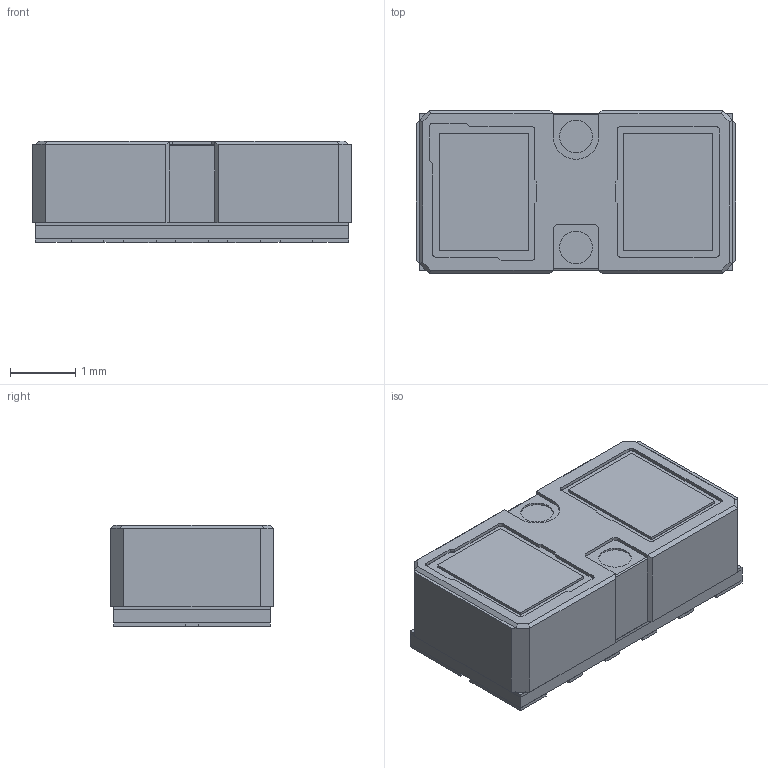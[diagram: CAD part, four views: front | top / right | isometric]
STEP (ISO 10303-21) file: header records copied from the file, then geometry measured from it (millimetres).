
FILE_DESCRIPTION(/* description */ (''),/* implementation_level */ '2;1');
FILE_NAME(/* name */ 'vl53l1x.step',/* time_stamp */ '2018-04-09T00:59:07+02:00',/* author */ ('frederik.dunschen'),/* organization */ (''),/* preprocessor_version */ 'ST-DEVELOPER v16.13',/* originating_system */ 'Autodesk Translation Framework v6.5.0.72',/* authorisation */ '');
FILE_SCHEMA (('AUTOMOTIVE_DESIGN { 1 0 10303 214 3 1 1 }'));
Length unit declared in the file: millimetre
Products named in the file (10): vl53l1x; VL53L1x_1; pcb; kork; pads; top; blend; lens; main; blocker
Assembly tree (9 placements, depth 4):
  vl53l1x
    VL53L1x_1
      pcb
      kork
      pads
      top
        blend
        lens
        main
        blocker
Bounding box: 4.9 x 2.5 x 1.56 mm (x, y, z)
Volume: 6.6 mm3; surface area: 150.8 mm2
Topology: 22 solids, 22 shells, 301 faces, 744 edges, 490 vertices
Faces by surface type: plane 280, cylinder 21
Full cylindrical faces by diameter (mm): 0.5 x2
Entity records: 9081 total; most frequent: CARTESIAN_POINT 1555, ORIENTED_EDGE 1488, DIRECTION 1428, EDGE_CURVE 744, LINE 702, VECTOR 702, VERTEX_POINT 490, AXIS2_PLACEMENT_3D 363
